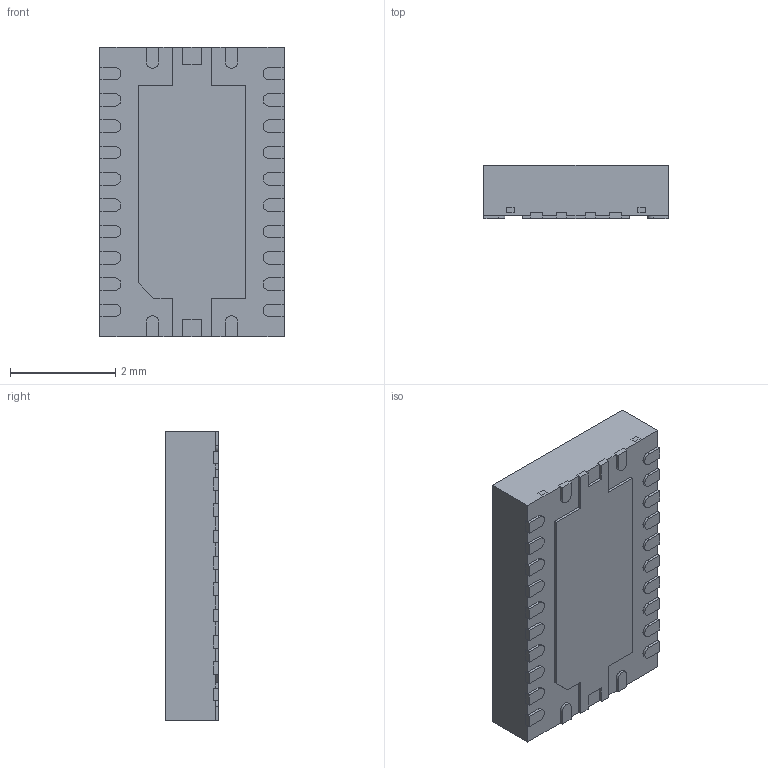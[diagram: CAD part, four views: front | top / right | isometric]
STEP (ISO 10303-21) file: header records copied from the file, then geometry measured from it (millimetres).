
FILE_DESCRIPTION (( 'STEP AP214' ), '1' );
FILE_NAME ('RHL24.STEP', '2020-08-10T11:08:32', ( '' ), ( '' ), 'SwSTEP 2.0', 'SolidWorks 2017', '' );
FILE_SCHEMA (( 'AUTOMOTIVE_DESIGN' ));
Length unit declared in the file: millimetre
Products named in the file (1): RHL24
Bounding box: 3.5 x 1 x 5.5 mm (x, y, z)
Volume: 18.9 mm3; surface area: 95.5 mm2
Topology: 29 solids, 29 shells, 321 faces, 786 edges, 524 vertices
Faces by surface type: plane 265, cylinder 56
Entity records: 11186 total; most frequent: CARTESIAN_POINT 1632, ORIENTED_EDGE 1572, DIRECTION 1542, EDGE_CURVE 786, VECTOR 674, LINE 674, VERTEX_POINT 524, AXIS2_PLACEMENT_3D 434
